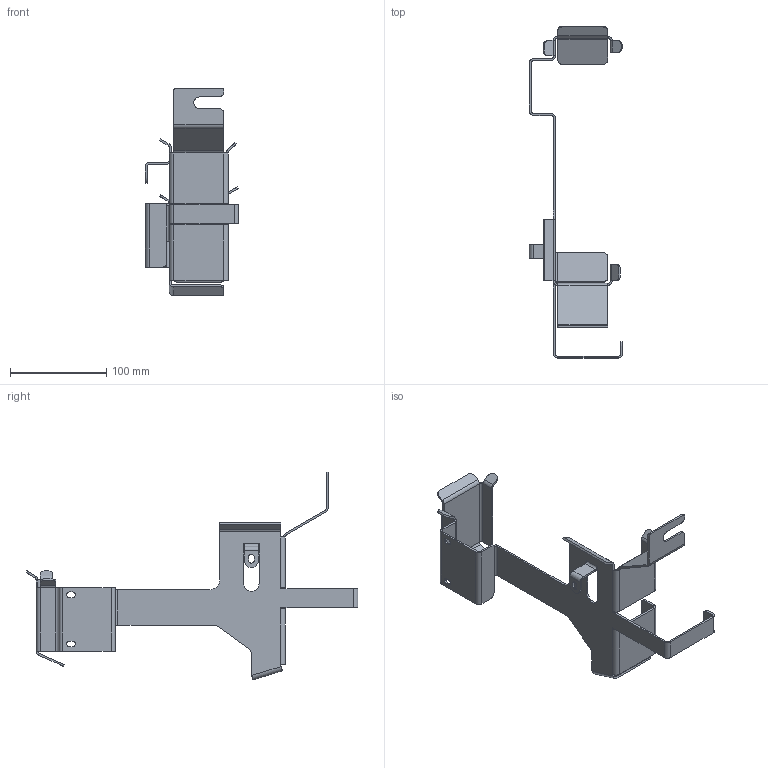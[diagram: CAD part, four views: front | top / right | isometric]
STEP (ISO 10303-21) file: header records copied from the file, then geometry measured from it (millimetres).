
FILE_DESCRIPTION(/* description */ ('STEP AP214'),/* implementation_level */ '2;1');
FILE_NAME(/* name */ '8127358_CAFM-D4-W',/* time_stamp */ '2024-08-05T16:03:10+02:00',/* author */ ('License CC BY-ND 4.0'),/* organization */ ('CADENAS'),/* preprocessor_version */ 'ST-DEVELOPER v19.3',/* originating_system */ 'PARTsolutions',/* authorisation */ ' ');
FILE_SCHEMA (('AUTOMOTIVE_DESIGN {1 0 10303 214 3 1 1}'));
Length unit declared in the file: millimetre
Products named in the file (1): 8127358 CAFM-D4-W
Bounding box: 97 x 344.79 x 215.49 mm (x, y, z)
Volume: 95354.9 mm3; surface area: 100406.4 mm2
Topology: 1 solids, 1 shells, 193 faces, 519 edges, 328 vertices
Faces by surface type: plane 111, cylinder 82
Entity records: 6051 total; most frequent: DIRECTION 1071, CARTESIAN_POINT 1041, ORIENTED_EDGE 1038, EDGE_CURVE 519, AXIS2_PLACEMENT_3D 358, LINE 355, VECTOR 355, VERTEX_POINT 328
